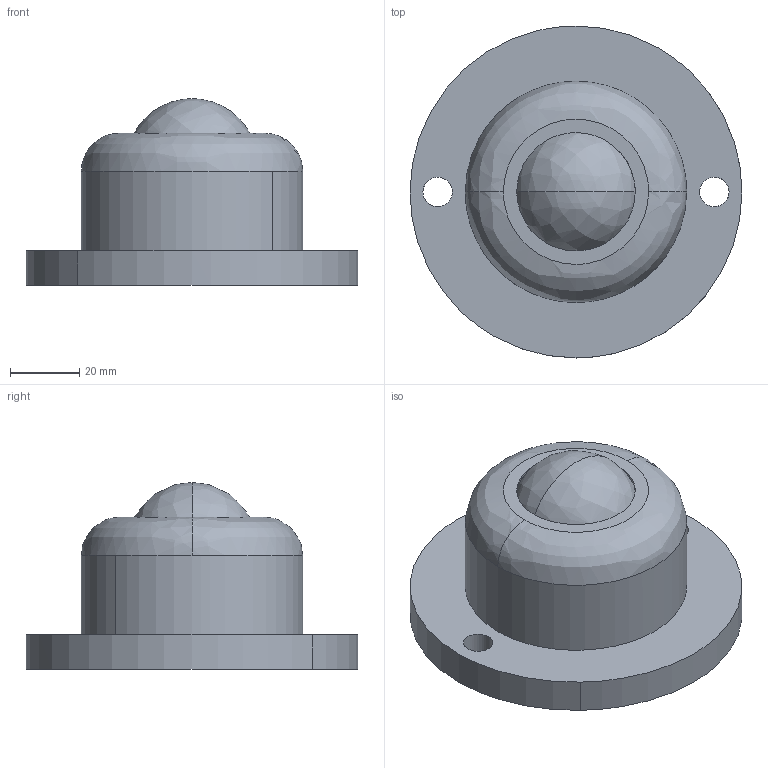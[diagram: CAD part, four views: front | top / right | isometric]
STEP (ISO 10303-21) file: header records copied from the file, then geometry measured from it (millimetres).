
FILE_DESCRIPTION((''),'2;1');
FILE_NAME('','2009-01-19T13:51:50',(''),(''),'','CADfix','');
FILE_SCHEMA(('AUTOMOTIVE_DESIGN { 1 0 10303 214 1 1 1 1 }'));
Length unit declared in the file: millimetre
Bounding box: 96 x 96 x 54 mm (x, y, z)
Volume: 100935.9 mm3; surface area: 39539.7 mm2
Topology: 2 solids, 2 shells, 43 faces, 179 edges, 147 vertices
Faces by surface type: bspline 43
Entity records: 3161 total; most frequent: CARTESIAN_POINT 2102, ORIENTED_EDGE 358, EDGE_CURVE 179, VERTEX_POINT 147, B_SPLINE_CURVE_WITH_KNOTS 147, EDGE_LOOP 54, FACE_OUTER_BOUND 43, ADVANCED_FACE 43
